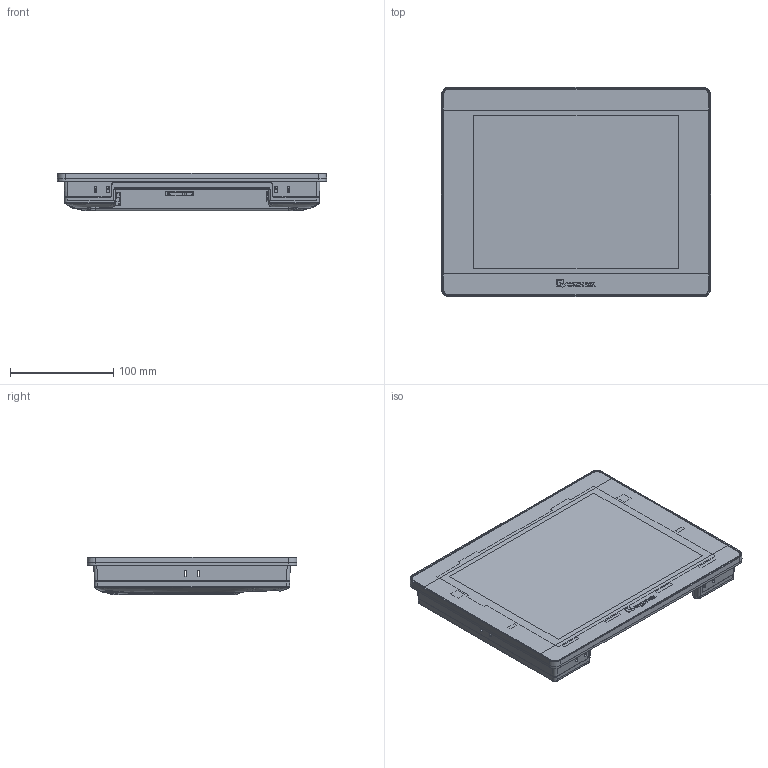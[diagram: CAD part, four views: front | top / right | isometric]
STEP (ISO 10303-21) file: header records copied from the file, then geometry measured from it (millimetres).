
FILE_DESCRIPTION (( 'STEP AP203' ), '1' );
FILE_NAME ('cMT-iV6-180913.STEP', '2019-03-28T08:28:21', ( 'Annayang' ), ( '' ), 'SwSTEP 2.0', 'SolidWorks 2011', '' );
FILE_SCHEMA (( 'CONFIG_CONTROL_DESIGN' ));
Products named in the file (1): cMT-iV6-180913
Bounding box: 260.6 x 203.1 x 36.7 mm (x, y, z)
Surface area: 203596.6 mm2 (no closed solid volume)
Topology: 0 solids, 73 shells, 932 faces, 3642 edges, 2697 vertices
Faces by surface type: plane 326, bspline 185, cone 177, cylinder 160, torus 80, sphere 4
Entity records: 73091 total; most frequent: CARTESIAN_POINT 45642, ORIENTED_EDGE 5555, DIRECTION 4785, EDGE_CURVE 3632, VERTEX_POINT 2697, VECTOR 1937, LINE 1937, AXIS2_PLACEMENT_3D 1424
